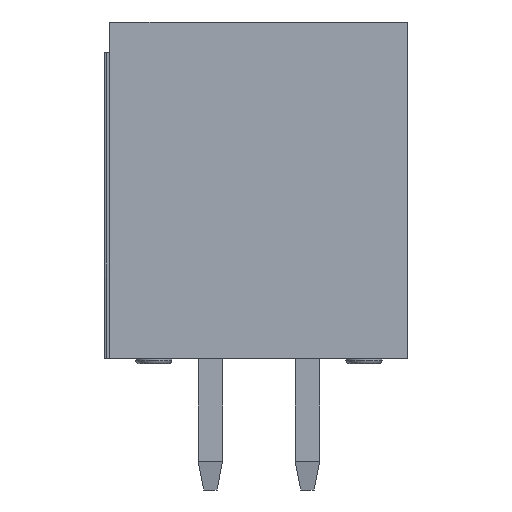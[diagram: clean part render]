
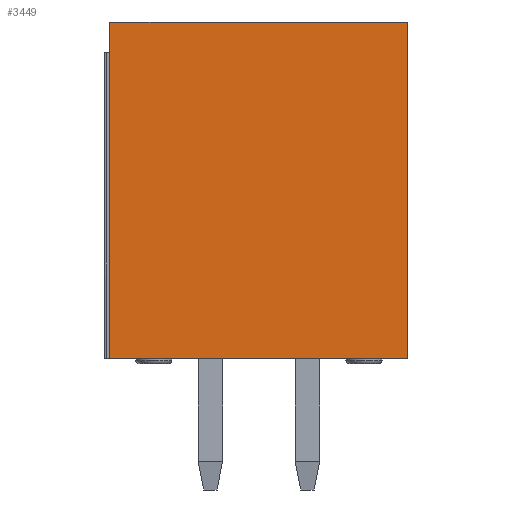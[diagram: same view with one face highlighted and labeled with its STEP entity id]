
A CAD part, left-side view. The second image highlights one B-rep face of the part: STEP entity #3449.
In plain terms, the highlighted planar face has unit normal (-1, 0, 0).
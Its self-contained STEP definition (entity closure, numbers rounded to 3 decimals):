
#2578=CARTESIAN_POINT('',(-14.28,-3.9,-2.4));
#2579=VERTEX_POINT('',#2578);
#2586=CARTESIAN_POINT('',(-14.28,3.9,-2.4));
#2587=VERTEX_POINT('',#2586);
#2588=CARTESIAN_POINT('',(-14.28,-3.9,-2.4));
#2589=DIRECTION('',(0.,1.,0.));
#2590=VECTOR('',#2589,7.8);
#2591=LINE('',#2588,#2590);
#2592=EDGE_CURVE('',#2579,#2587,#2591,.T.);
#3253=CARTESIAN_POINT('',(-14.28,-3.9,6.4));
#3254=VERTEX_POINT('',#3253);
#3261=CARTESIAN_POINT('',(-14.28,-3.9,6.4));
#3262=DIRECTION('',(0.,0.,-1.));
#3263=VECTOR('',#3262,8.8);
#3264=LINE('',#3261,#3263);
#3265=EDGE_CURVE('',#3254,#2579,#3264,.T.);
#3351=CARTESIAN_POINT('',(-14.28,3.9,6.4));
#3352=VERTEX_POINT('',#3351);
#3353=CARTESIAN_POINT('',(-14.28,3.9,-2.4));
#3354=DIRECTION('',(0.,0.,1.));
#3355=VECTOR('',#3354,8.8);
#3356=LINE('',#3353,#3355);
#3357=EDGE_CURVE('',#2587,#3352,#3356,.T.);
#3433=CARTESIAN_POINT('',(-14.28,0.,2.));
#3434=DIRECTION('',(0.,-1.,0.));
#3435=DIRECTION('',(-1.,0.,0.));
#3436=AXIS2_PLACEMENT_3D('',#3433,#3435,#3434);
#3437=PLANE('',#3436);
#3438=CARTESIAN_POINT('',(-14.28,-3.9,6.4));
#3439=DIRECTION('',(0.,1.,0.));
#3440=VECTOR('',#3439,7.8);
#3441=LINE('',#3438,#3440);
#3442=EDGE_CURVE('',#3254,#3352,#3441,.T.);
#3443=ORIENTED_EDGE('',*,*,#3442,.T.);
#3444=ORIENTED_EDGE('',*,*,#3357,.F.);
#3445=ORIENTED_EDGE('',*,*,#2592,.F.);
#3446=ORIENTED_EDGE('',*,*,#3265,.F.);
#3447=EDGE_LOOP('',(#3443,#3444,#3445,#3446));
#3448=FACE_OUTER_BOUND('',#3447,.T.);
#3449=ADVANCED_FACE('',(#3448),#3437,.T.);
